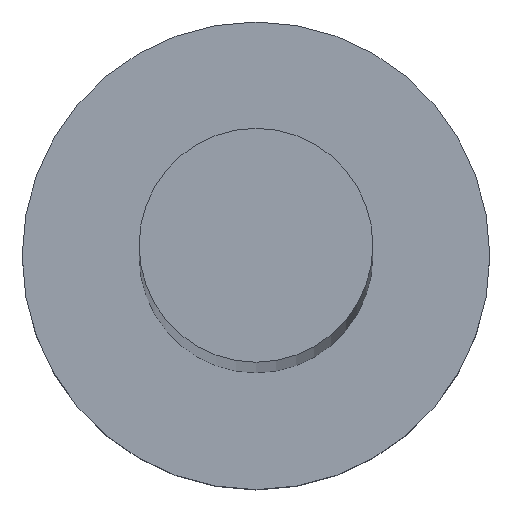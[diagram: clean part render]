
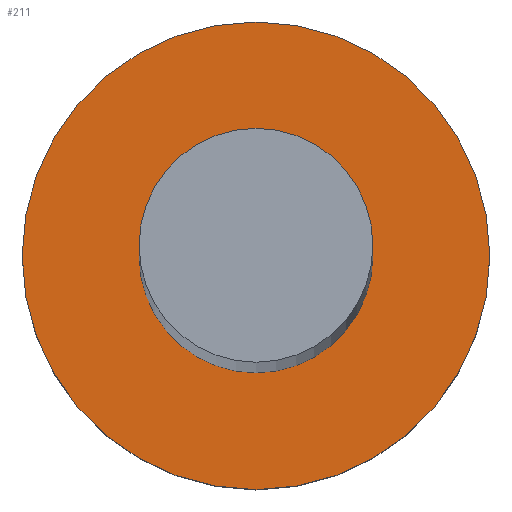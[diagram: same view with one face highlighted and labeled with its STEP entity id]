
A CAD part, top view. The second image highlights one B-rep face of the part: STEP entity #211.
In plain terms, the highlighted planar face has unit normal (0, 0, 1).
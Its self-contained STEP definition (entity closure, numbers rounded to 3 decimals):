
#2 = CARTESIAN_POINT ( 'NONE',  ( 0., 0., 5. ) ) ;
#13 = DIRECTION ( 'NONE',  ( 1., 0., 0. ) ) ;
#20 = CARTESIAN_POINT ( 'NONE',  ( 3., 0., 5. ) ) ;
#21 = FACE_OUTER_BOUND ( 'NONE', #239, .T. ) ;
#22 = ORIENTED_EDGE ( 'NONE', *, *, #244, .F. ) ;
#25 = DIRECTION ( 'NONE',  ( 0., 0., 1. ) ) ;
#26 = AXIS2_PLACEMENT_3D ( 'NONE', #235, #207, #13 ) ;
#41 = VERTEX_POINT ( 'NONE', #20 ) ;
#42 = CIRCLE ( 'NONE', #183, 6. ) ;
#47 = EDGE_CURVE ( 'NONE', #41, #138, #125, .T. ) ;
#57 = EDGE_CURVE ( 'NONE', #103, #171, #42, .T. ) ;
#62 = AXIS2_PLACEMENT_3D ( 'NONE', #116, #173, #133 ) ;
#63 = DIRECTION ( 'NONE',  ( 1., 0., 0. ) ) ;
#66 = ORIENTED_EDGE ( 'NONE', *, *, #57, .T. ) ;
#72 = DIRECTION ( 'NONE',  ( 1., 0., 0. ) ) ;
#83 = CARTESIAN_POINT ( 'NONE',  ( 0., 0., 5. ) ) ;
#93 = AXIS2_PLACEMENT_3D ( 'NONE', #83, #237, #63 ) ;
#98 = EDGE_LOOP ( 'NONE', ( #22, #172 ) ) ;
#103 = VERTEX_POINT ( 'NONE', #201 ) ;
#114 = CARTESIAN_POINT ( 'NONE',  ( 6., 0., 5. ) ) ;
#116 = CARTESIAN_POINT ( 'NONE',  ( 0., 0., 5. ) ) ;
#125 = CIRCLE ( 'NONE', #93, 3. ) ;
#129 = CARTESIAN_POINT ( 'NONE',  ( 0., 0., 5. ) ) ;
#133 = DIRECTION ( 'NONE',  ( 1., 0., 0. ) ) ;
#138 = VERTEX_POINT ( 'NONE', #162 ) ;
#139 = AXIS2_PLACEMENT_3D ( 'NONE', #2, #190, #150 ) ;
#150 = DIRECTION ( 'NONE',  ( 1., 0., 0. ) ) ;
#162 = CARTESIAN_POINT ( 'NONE',  ( -3., 0., 5. ) ) ;
#166 = FACE_BOUND ( 'NONE', #98, .T. ) ;
#168 = CIRCLE ( 'NONE', #62, 3. ) ;
#171 = VERTEX_POINT ( 'NONE', #114 ) ;
#172 = ORIENTED_EDGE ( 'NONE', *, *, #47, .F. ) ;
#173 = DIRECTION ( 'NONE',  ( 0., 0., 1. ) ) ;
#183 = AXIS2_PLACEMENT_3D ( 'NONE', #129, #25, #72 ) ;
#190 = DIRECTION ( 'NONE',  ( 0., 0., 1. ) ) ;
#201 = CARTESIAN_POINT ( 'NONE',  ( -6., 0., 5. ) ) ;
#207 = DIRECTION ( 'NONE',  ( 0., 0., 1. ) ) ;
#211 = ADVANCED_FACE ( 'NONE', ( #166, #21 ), #252, .T. ) ;
#220 = EDGE_CURVE ( 'NONE', #171, #103, #251, .T. ) ;
#235 = CARTESIAN_POINT ( 'NONE',  ( 0., 0., 5. ) ) ;
#237 = DIRECTION ( 'NONE',  ( 0., 0., 1. ) ) ;
#239 = EDGE_LOOP ( 'NONE', ( #66, #255 ) ) ;
#244 = EDGE_CURVE ( 'NONE', #138, #41, #168, .T. ) ;
#251 = CIRCLE ( 'NONE', #26, 6. ) ;
#252 = PLANE ( 'NONE',  #139 ) ;
#255 = ORIENTED_EDGE ( 'NONE', *, *, #220, .T. ) ;
